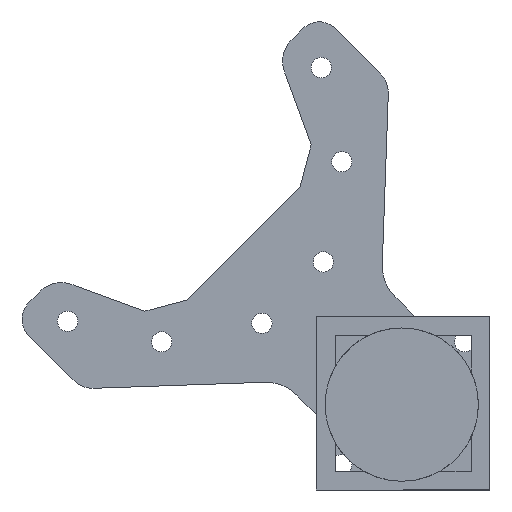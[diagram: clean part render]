
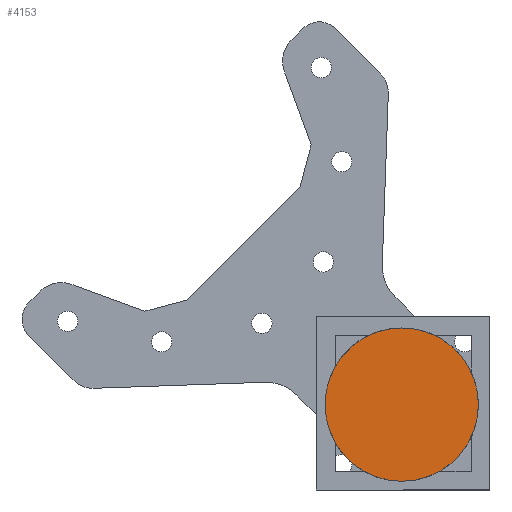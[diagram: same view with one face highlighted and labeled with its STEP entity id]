
A CAD part, front view. The second image highlights one B-rep face of the part: STEP entity #4153.
In plain terms, the highlighted planar face has unit normal (0, -1, 0).
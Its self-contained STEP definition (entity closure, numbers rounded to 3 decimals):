
#128 = AXIS2_PLACEMENT_3D ( 'NONE', #1175, #1107, #2503 ) ;
#530 = AXIS2_PLACEMENT_3D ( 'NONE', #4060, #4031, #2147 ) ;
#637 = ORIENTED_EDGE ( 'NONE', *, *, #1463, .T. ) ;
#938 = CARTESIAN_POINT ( 'NONE',  ( 26., -15., -0.5 ) ) ;
#1107 = DIRECTION ( 'NONE',  ( 0., -1., 0. ) ) ;
#1175 = CARTESIAN_POINT ( 'NONE',  ( -0.5, -15., -0.5 ) ) ;
#1286 = CARTESIAN_POINT ( 'NONE',  ( -0.5, -15., -0.5 ) ) ;
#1352 = DIRECTION ( 'NONE',  ( 0., -1., 0. ) ) ;
#1463 = EDGE_CURVE ( 'NONE', #3810, #2727, #3438, .T. ) ;
#1828 = PLANE ( 'NONE',  #128 ) ;
#1868 = FACE_OUTER_BOUND ( 'NONE', #3126, .T. ) ;
#2147 = DIRECTION ( 'NONE',  ( 1., 0., 0. ) ) ;
#2219 = DIRECTION ( 'NONE',  ( 1., 0., 0. ) ) ;
#2418 = EDGE_CURVE ( 'NONE', #2727, #3810, #2425, .T. ) ;
#2425 = CIRCLE ( 'NONE', #2906, 26.5 ) ;
#2503 = DIRECTION ( 'NONE',  ( 1., 0., 0. ) ) ;
#2727 = VERTEX_POINT ( 'NONE', #938 ) ;
#2906 = AXIS2_PLACEMENT_3D ( 'NONE', #1286, #1352, #2219 ) ;
#3126 = EDGE_LOOP ( 'NONE', ( #637, #3561 ) ) ;
#3185 = CARTESIAN_POINT ( 'NONE',  ( -27., -15., -0.5 ) ) ;
#3438 = CIRCLE ( 'NONE', #530, 26.5 ) ;
#3561 = ORIENTED_EDGE ( 'NONE', *, *, #2418, .T. ) ;
#3810 = VERTEX_POINT ( 'NONE', #3185 ) ;
#4031 = DIRECTION ( 'NONE',  ( 0., -1., 0. ) ) ;
#4060 = CARTESIAN_POINT ( 'NONE',  ( -0.5, -15., -0.5 ) ) ;
#4153 = ADVANCED_FACE ( 'NONE', ( #1868 ), #1828, .T. ) ;
